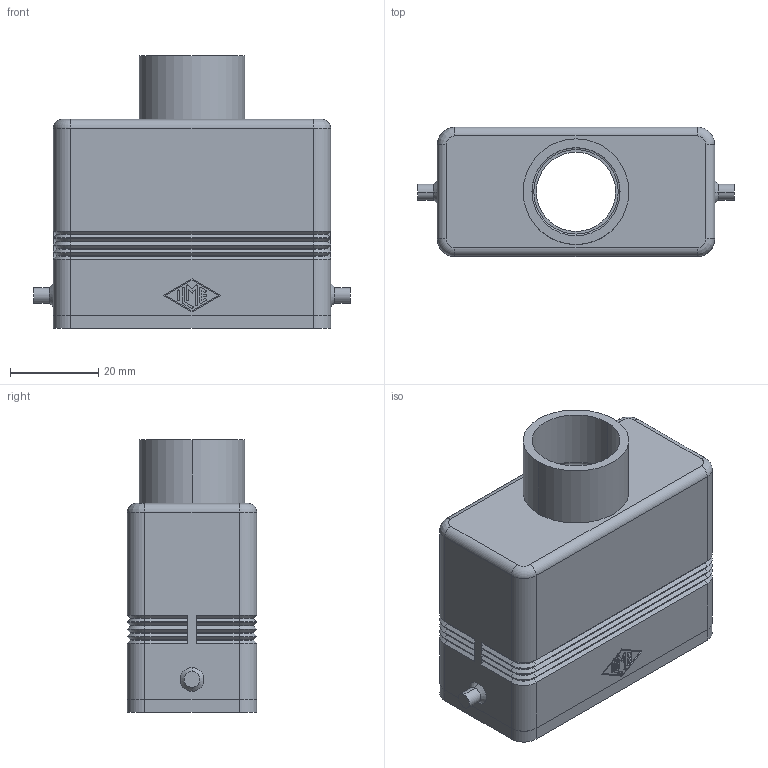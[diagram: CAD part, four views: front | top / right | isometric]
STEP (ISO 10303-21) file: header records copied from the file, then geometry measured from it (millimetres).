
FILE_DESCRIPTION(('Creo Elements/Direct Modeling STEP Export'),'2;1');
FILE_NAME('0ln7uvk49an95744132','2017-02-21T14:36:42',(''),(''),'PTC Creo Elements/Direct Modeling STEP processor for AP214 (Solid Model)','PTC Creo Elements/Direct Modeling 19.0E 27-Jun-2016 (C) Parametric Technology GmbH','');
FILE_SCHEMA(('AUTOMOTIVE_DESIGN { 1 0 10303 214 1 1 1 1 }'));
Length unit declared in the file: millimetre
Products named in the file (1): MZVE_15_L20
Bounding box: 72 x 29.41 x 62 mm (x, y, z)
Volume: 35648.6 mm3; surface area: 21299.2 mm2
Topology: 1 solids, 1 shells, 316 faces, 741 edges, 440 vertices
Faces by surface type: plane 174, cylinder 92, cone 44, torus 4, bspline 2
Entity records: 11254 total; most frequent: CARTESIAN_POINT 1529, DIRECTION 1501, ORIENTED_EDGE 1466, EDGE_CURVE 733, VECTOR 537, LINE 537, AXIS2_PLACEMENT_3D 482, VERTEX_POINT 440
